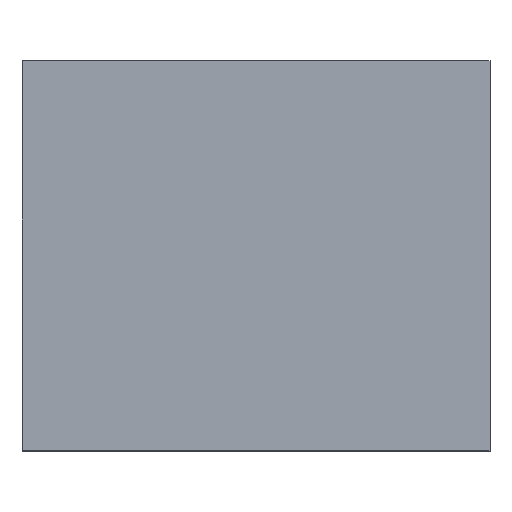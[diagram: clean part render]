
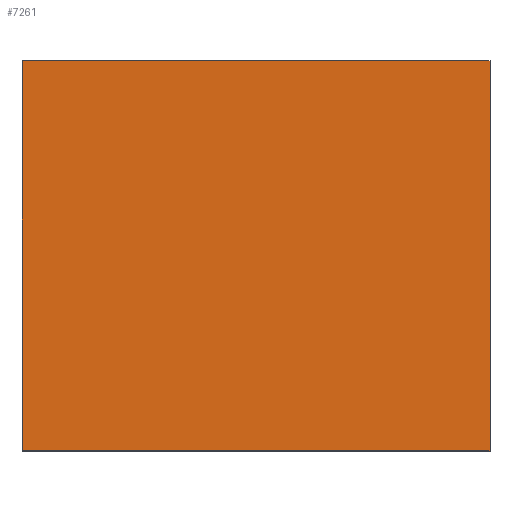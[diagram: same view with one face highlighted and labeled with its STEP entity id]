
A CAD part, top view. The second image highlights one B-rep face of the part: STEP entity #7261.
In plain terms, the highlighted planar face has unit normal (0, 0, 1).
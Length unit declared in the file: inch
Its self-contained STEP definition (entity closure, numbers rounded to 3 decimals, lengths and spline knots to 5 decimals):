
#85 = DIRECTION ( 'NONE',  ( -1., 0., 0. ) ) ;
#137 = EDGE_CURVE ( 'NONE', #6495, #6161, #411, .T. ) ;
#411 = LINE ( 'NONE', #3073, #6786 ) ;
#605 = EDGE_CURVE ( 'NONE', #5418, #6495, #4622, .T. ) ;
#798 = EDGE_CURVE ( 'NONE', #5418, #1599, #5701, .T. ) ;
#1066 = DIRECTION ( 'NONE',  ( 1., 0., 0. ) ) ;
#1299 = VECTOR ( 'NONE', #6925, 39.37008 ) ;
#1599 = VERTEX_POINT ( 'NONE', #4683 ) ;
#2171 = ORIENTED_EDGE ( 'NONE', *, *, #137, .T. ) ;
#2223 = PLANE ( 'NONE',  #3936 ) ;
#2789 = CARTESIAN_POINT ( 'NONE',  ( 0., 1.25, 0. ) ) ;
#2850 = VECTOR ( 'NONE', #4010, 39.37008 ) ;
#2873 = DIRECTION ( 'NONE',  ( 0., 0., -1. ) ) ;
#3073 = CARTESIAN_POINT ( 'NONE',  ( 0., 0., 0. ) ) ;
#3178 = CARTESIAN_POINT ( 'NONE',  ( 0., 1.25, 0. ) ) ;
#3288 = CARTESIAN_POINT ( 'NONE',  ( 0., 1.25, 0. ) ) ;
#3606 = FACE_OUTER_BOUND ( 'NONE', #7883, .T. ) ;
#3800 = CARTESIAN_POINT ( 'NONE',  ( 0., 1.25, 0. ) ) ;
#3936 = AXIS2_PLACEMENT_3D ( 'NONE', #2789, #2873, #85 ) ;
#4010 = DIRECTION ( 'NONE',  ( 0., -1., 0. ) ) ;
#4622 = LINE ( 'NONE', #3178, #2850 ) ;
#4683 = CARTESIAN_POINT ( 'NONE',  ( 1.5, 1.25, 0. ) ) ;
#5418 = VERTEX_POINT ( 'NONE', #3288 ) ;
#5628 = DIRECTION ( 'NONE',  ( 1., 0., 0. ) ) ;
#5701 = LINE ( 'NONE', #3800, #7685 ) ;
#6065 = ORIENTED_EDGE ( 'NONE', *, *, #605, .T. ) ;
#6122 = CARTESIAN_POINT ( 'NONE',  ( 1.5, 0., 0. ) ) ;
#6136 = LINE ( 'NONE', #8292, #1299 ) ;
#6161 = VERTEX_POINT ( 'NONE', #6122 ) ;
#6495 = VERTEX_POINT ( 'NONE', #8172 ) ;
#6669 = EDGE_CURVE ( 'NONE', #1599, #6161, #6136, .T. ) ;
#6786 = VECTOR ( 'NONE', #5628, 39.37008 ) ;
#6925 = DIRECTION ( 'NONE',  ( 0., -1., 0. ) ) ;
#7021 = ORIENTED_EDGE ( 'NONE', *, *, #798, .F. ) ;
#7261 = ADVANCED_FACE ( 'NONE', ( #3606 ), #2223, .F. ) ;
#7685 = VECTOR ( 'NONE', #1066, 39.37008 ) ;
#7883 = EDGE_LOOP ( 'NONE', ( #2171, #8146, #7021, #6065 ) ) ;
#8146 = ORIENTED_EDGE ( 'NONE', *, *, #6669, .F. ) ;
#8172 = CARTESIAN_POINT ( 'NONE',  ( 0., 0., 0. ) ) ;
#8292 = CARTESIAN_POINT ( 'NONE',  ( 1.5, 1.25, 0. ) ) ;
